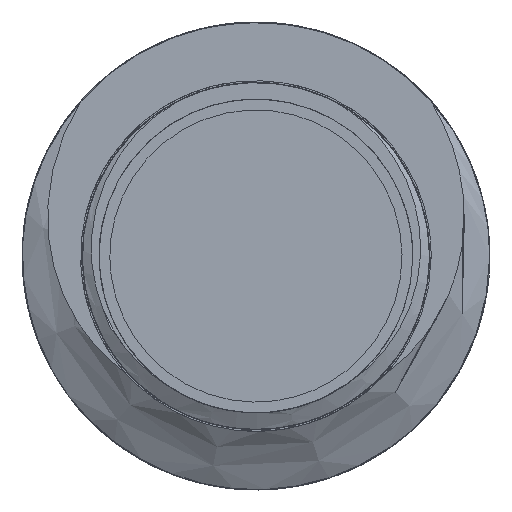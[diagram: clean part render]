
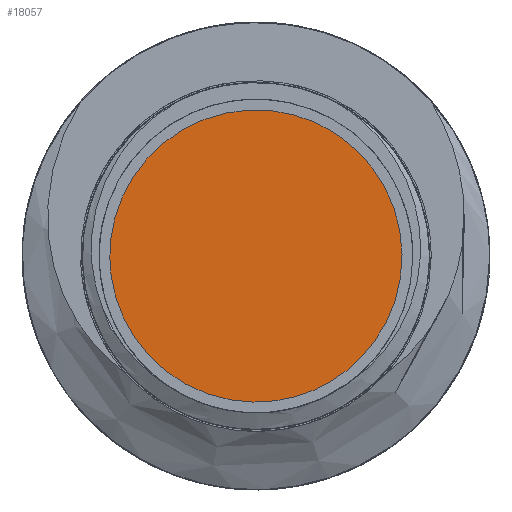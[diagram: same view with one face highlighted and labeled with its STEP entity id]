
A CAD part, front view. The second image highlights one B-rep face of the part: STEP entity #18057.
In plain terms, the highlighted free-form (B-spline) face has degree [1, 1] with [2, 2] control points.
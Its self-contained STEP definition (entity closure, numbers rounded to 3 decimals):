
#18022 = VERTEX_POINT('',#18023);
#18023 = CARTESIAN_POINT('',(-53.157,0.,35.98));
#18028 = EDGE_CURVE('',#18022,#18022,#18029,.T.);
#18029 = ( BOUNDED_CURVE() B_SPLINE_CURVE(2,(#18030,#18031,#18032,#18033
    ,#18034,#18035,#18036),.UNSPECIFIED.,.T.,.F.) 
B_SPLINE_CURVE_WITH_KNOTS((3,2,2,3),(3.142,5.236,
7.33,9.425),.PIECEWISE_BEZIER_KNOTS.) CURVE() 
GEOMETRIC_REPRESENTATION_ITEM() RATIONAL_B_SPLINE_CURVE((1.,0.5,1.,0.5,
1.,0.5,1.)) REPRESENTATION_ITEM('') );
#18030 = CARTESIAN_POINT('',(-53.157,0.,35.98));
#18031 = CARTESIAN_POINT('',(-53.157,0.,47.745));
#18032 = CARTESIAN_POINT('',(-42.968,0.,41.862));
#18033 = CARTESIAN_POINT('',(-32.78,0.,35.98));
#18034 = CARTESIAN_POINT('',(-42.968,0.,30.097));
#18035 = CARTESIAN_POINT('',(-53.157,0.,24.215));
#18036 = CARTESIAN_POINT('',(-53.157,0.,35.98));
#18057 = ADVANCED_FACE('',(#18058),#18061,.F.);
#18058 = FACE_BOUND('',#18059,.T.);
#18059 = EDGE_LOOP('',(#18060));
#18060 = ORIENTED_EDGE('',*,*,#18028,.F.);
#18061 = B_SPLINE_SURFACE_WITH_KNOTS('',1,1,(
    (#18062,#18063)
    ,(#18064,#18065
    )),.UNSPECIFIED.,.F.,.F.,.F.,(2,2),(2,2),(-5.,5.),(-5.,5.),
  .PIECEWISE_BEZIER_KNOTS.);
#18062 = CARTESIAN_POINT('',(-53.157,0.,42.772));
#18063 = CARTESIAN_POINT('',(-53.157,0.,29.187));
#18064 = CARTESIAN_POINT('',(-39.572,0.,42.772));
#18065 = CARTESIAN_POINT('',(-39.572,0.,29.187));
